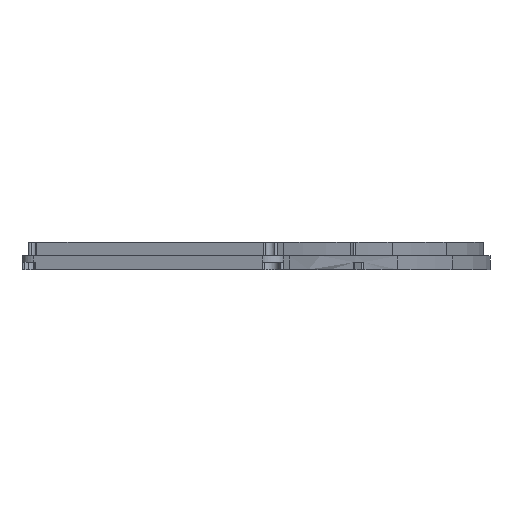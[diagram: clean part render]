
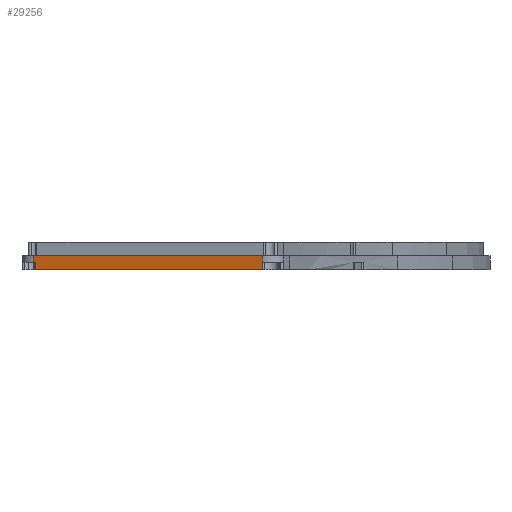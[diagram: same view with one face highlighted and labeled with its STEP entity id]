
A CAD part, left-side view. The second image highlights one B-rep face of the part: STEP entity #29256.
In plain terms, the highlighted planar face has unit normal (-0.951, 0.309, 0).
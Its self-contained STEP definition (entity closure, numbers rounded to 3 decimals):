
#3058=FACE_OUTER_BOUND('',#4655,.T.);
#4655=EDGE_LOOP('',(#23200,#23201,#23202,#23203,#23204,#23205,#23206,#23207));
#6318=LINE('',#45415,#9214);
#6339=LINE('',#45509,#9235);
#7148=LINE('',#47877,#10044);
#7156=LINE('',#47897,#10052);
#7157=LINE('',#47900,#10053);
#7158=LINE('',#47901,#10054);
#7159=LINE('',#47903,#10055);
#7160=LINE('',#47904,#10056);
#9214=VECTOR('',#35566,10.);
#9235=VECTOR('',#35647,10.);
#10044=VECTOR('',#38272,0.4);
#10052=VECTOR('',#38292,0.4);
#10053=VECTOR('',#38295,10.);
#10054=VECTOR('',#38296,10.);
#10055=VECTOR('',#38297,10.);
#10056=VECTOR('',#38298,10.);
#12824=VERTEX_POINT('',#45412);
#12825=VERTEX_POINT('',#45414);
#12867=VERTEX_POINT('',#45506);
#12868=VERTEX_POINT('',#45508);
#13481=VERTEX_POINT('',#47875);
#13486=VERTEX_POINT('',#47893);
#13488=VERTEX_POINT('',#47899);
#13489=VERTEX_POINT('',#47902);
#15839=EDGE_CURVE('',#12825,#12824,#6318,.T.);
#15886=EDGE_CURVE('',#12868,#12867,#6339,.T.);
#17048=EDGE_CURVE('',#13481,#12824,#7148,.T.);
#17058=EDGE_CURVE('',#12825,#13486,#7156,.T.);
#17059=EDGE_CURVE('',#13488,#13481,#7157,.T.);
#17060=EDGE_CURVE('',#12868,#13488,#7158,.T.);
#17061=EDGE_CURVE('',#12867,#13489,#7159,.T.);
#17062=EDGE_CURVE('',#13486,#13489,#7160,.T.);
#23200=ORIENTED_EDGE('',*,*,#17059,.F.);
#23201=ORIENTED_EDGE('',*,*,#17060,.F.);
#23202=ORIENTED_EDGE('',*,*,#15886,.T.);
#23203=ORIENTED_EDGE('',*,*,#17061,.T.);
#23204=ORIENTED_EDGE('',*,*,#17062,.F.);
#23205=ORIENTED_EDGE('',*,*,#17058,.F.);
#23206=ORIENTED_EDGE('',*,*,#15839,.T.);
#23207=ORIENTED_EDGE('',*,*,#17048,.F.);
#28201=PLANE('',#31920);
#29256=ADVANCED_FACE('',(#3058),#28201,.T.);
#31920=AXIS2_PLACEMENT_3D('',#47898,#38293,#38294);
#35566=DIRECTION('',(-0.309,-0.951,0.));
#35647=DIRECTION('',(0.309,0.951,0.));
#38272=DIRECTION('',(0.,0.,-1.));
#38292=DIRECTION('',(0.,0.,1.));
#38293=DIRECTION('center_axis',(-0.951,0.309,0.));
#38294=DIRECTION('ref_axis',(0.309,0.951,0.));
#38295=DIRECTION('',(0.309,0.951,0.));
#38296=DIRECTION('',(0.,0.,-1.));
#38297=DIRECTION('',(0.,0.,-1.));
#38298=DIRECTION('',(0.309,0.951,0.));
#45412=CARTESIAN_POINT('',(-134.092,-0.878,-7.6));
#45414=CARTESIAN_POINT('',(-116.723,52.583,-7.6));
#45415=CARTESIAN_POINT('',(-130.695,9.579,-7.6));
#45506=CARTESIAN_POINT('',(-116.582,53.015,-4.35));
#45508=CARTESIAN_POINT('',(-134.118,-0.959,-4.35));
#45509=CARTESIAN_POINT('',(-134.118,-0.959,-4.35));
#47875=CARTESIAN_POINT('',(-134.092,-0.878,-5.85));
#47877=CARTESIAN_POINT('',(-134.092,-0.878,-4.35));
#47893=CARTESIAN_POINT('',(-116.723,52.583,-5.85));
#47897=CARTESIAN_POINT('',(-116.723,52.583,-4.35));
#47898=CARTESIAN_POINT('Origin',(-134.118,-0.959,-4.35));
#47899=CARTESIAN_POINT('',(-134.118,-0.959,-5.85));
#47900=CARTESIAN_POINT('',(-134.327,-1.603,-5.85));
#47901=CARTESIAN_POINT('',(-134.118,-0.959,-4.35));
#47902=CARTESIAN_POINT('',(-116.582,53.015,-5.85));
#47903=CARTESIAN_POINT('',(-116.582,53.015,-4.35));
#47904=CARTESIAN_POINT('',(-125.189,26.525,-5.85));
